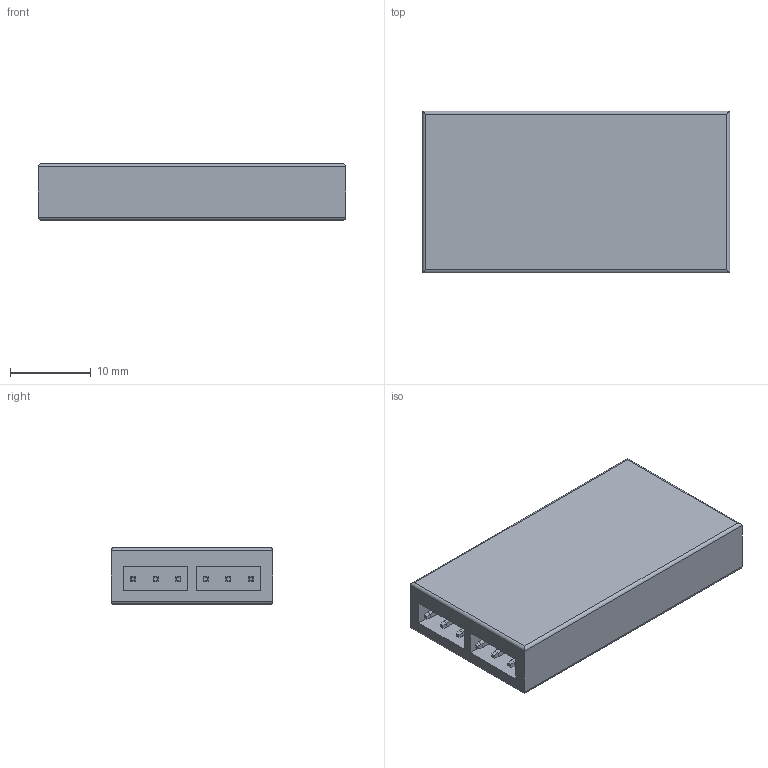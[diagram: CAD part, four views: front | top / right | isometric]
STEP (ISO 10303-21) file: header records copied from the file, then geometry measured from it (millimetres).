
FILE_DESCRIPTION((''),'2;1');
FILE_NAME('Jeti_duplex.stp','2013-05-11T17:50:53',('Dennis'),(''),'Autodesk Inventor 2013','Autodesk Inventor 2013','');
FILE_SCHEMA(('AUTOMOTIVE_DESIGN { 1 0 10303 214 1 1 1 1 }'));
Length unit declared in the file: millimetre
Products named in the file (1): Jeti_duplex
Bounding box: 38 x 20 x 7 mm (x, y, z)
Volume: 5036.7 mm3; surface area: 2640.3 mm2
Topology: 1 solids, 1 shells, 78 faces, 172 edges, 104 vertices
Faces by surface type: plane 70, cylinder 8
Entity records: 2155 total; most frequent: CARTESIAN_POINT 355, ORIENTED_EDGE 344, DIRECTION 338, EDGE_CURVE 172, VECTOR 164, LINE 164, VERTEX_POINT 104, AXIS2_PLACEMENT_3D 87
